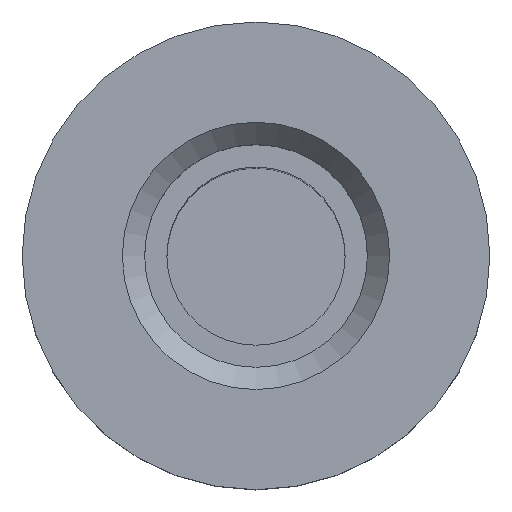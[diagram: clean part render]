
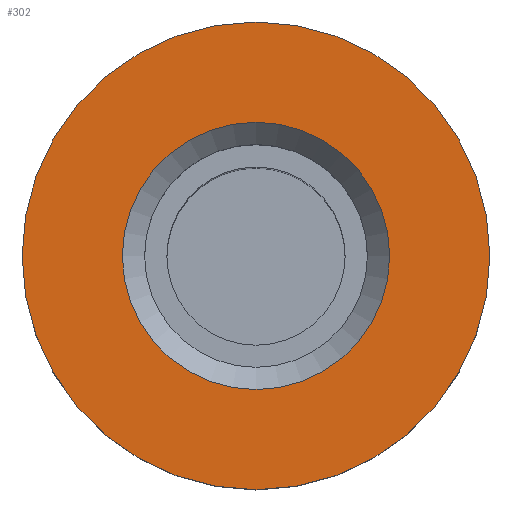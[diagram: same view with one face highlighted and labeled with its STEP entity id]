
A CAD part, top view. The second image highlights one B-rep face of the part: STEP entity #302.
In plain terms, the highlighted planar face has unit normal (0, 0, 1).
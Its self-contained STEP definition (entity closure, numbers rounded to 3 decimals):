
#17=FACE_BOUND('',#63,.T.);
#25=PLANE('',#345);
#40=FACE_OUTER_BOUND('',#62,.T.);
#62=EDGE_LOOP('',(#216));
#63=EDGE_LOOP('',(#217));
#129=CIRCLE('',#341,3.);
#132=CIRCLE('',#346,5.25);
#145=VERTEX_POINT('',#479);
#148=VERTEX_POINT('',#489);
#170=EDGE_CURVE('',#145,#145,#129,.T.);
#175=EDGE_CURVE('',#148,#148,#132,.T.);
#216=ORIENTED_EDGE('',*,*,#175,.T.);
#217=ORIENTED_EDGE('',*,*,#170,.F.);
#302=ADVANCED_FACE('',(#40,#17),#25,.T.);
#341=AXIS2_PLACEMENT_3D('',#480,#390,#391);
#345=AXIS2_PLACEMENT_3D('',#488,#400,#401);
#346=AXIS2_PLACEMENT_3D('',#490,#402,#403);
#390=DIRECTION('center_axis',(0.,0.,1.));
#391=DIRECTION('ref_axis',(1.,0.,0.));
#400=DIRECTION('center_axis',(0.,0.,1.));
#401=DIRECTION('ref_axis',(1.,0.,0.));
#402=DIRECTION('center_axis',(0.,0.,1.));
#403=DIRECTION('ref_axis',(1.,0.,0.));
#479=CARTESIAN_POINT('',(-3.,0.,21.));
#480=CARTESIAN_POINT('Origin',(0.,0.,21.));
#488=CARTESIAN_POINT('Origin',(0.,0.,21.));
#489=CARTESIAN_POINT('',(-5.25,0.,21.));
#490=CARTESIAN_POINT('Origin',(0.,0.,21.));
